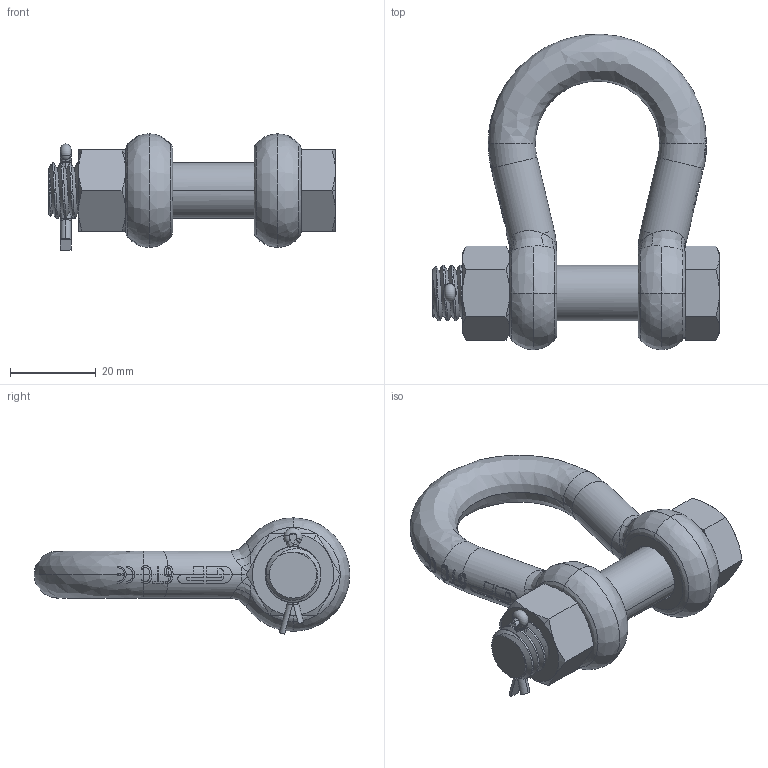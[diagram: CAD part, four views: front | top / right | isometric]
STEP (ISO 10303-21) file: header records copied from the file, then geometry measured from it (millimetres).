
FILE_DESCRIPTION (( 'STEP AP203' ), '1' );
FILE_NAME ('GPGHMB11.step', '2009-08-07T11:18:45', ( '.' ), ( '.' ), 'SwSTEP 2.0', 'SolidWorks 2009', '' );
FILE_SCHEMA (( 'CONFIG_CONTROL_DESIGN' ));
Length unit declared in the file: millimetre
Products named in the file (5): GPGHMB11; 1,5_1; 1,5_3; 1,5_2; 1,5_4
Assembly tree (4 placements, depth 2):
  GPGHMB11
    1,5_3
    1,5_2
    1,5_4
    1,5_1
Bounding box: 67 x 73.74 x 27.16 mm (x, y, z)
Volume: 30039.7 mm3; surface area: 13553.2 mm2
Topology: 4 solids, 4 shells, 418 faces, 1141 edges, 715 vertices
Faces by surface type: bspline 166, plane 123, cylinder 97, cone 27, torus 5
Entity records: 24357 total; most frequent: CARTESIAN_POINT 14972, ORIENTED_EDGE 2250, DIRECTION 1310, EDGE_CURVE 1125, VERTEX_POINT 715, AXIS2_PLACEMENT_3D 486, B_SPLINE_CURVE_WITH_KNOTS 468, EDGE_LOOP 426
